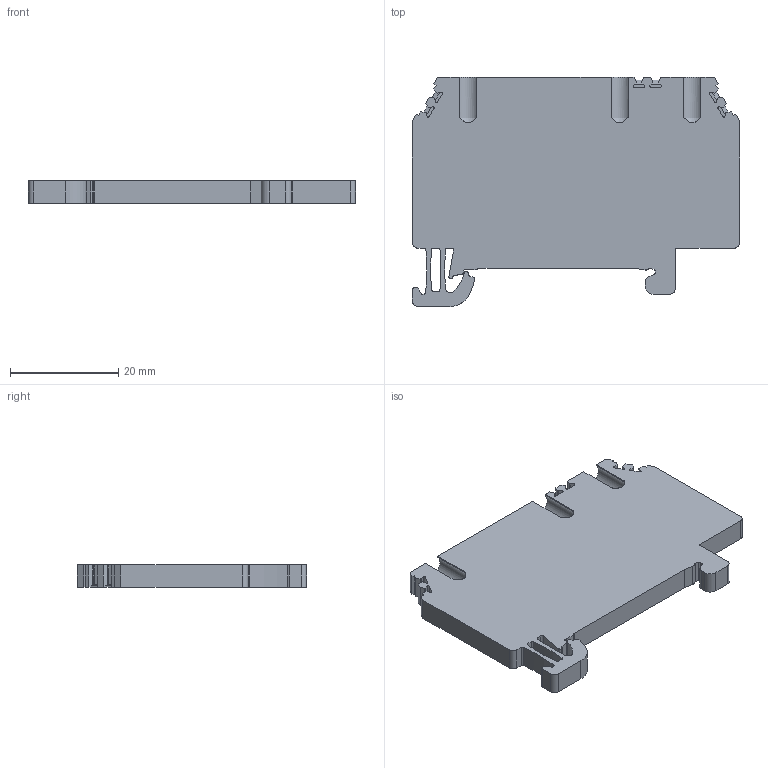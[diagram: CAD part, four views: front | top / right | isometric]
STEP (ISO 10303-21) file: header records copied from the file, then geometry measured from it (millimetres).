
FILE_DESCRIPTION(('FreeCAD Model'),'2;1');
FILE_NAME('3204_FSL_1,5_3A.stp','2018-09-05T10:30:52',('Author'),(''), 'Open CASCADE STEP processor 7.2','FreeCAD','Unknown');
FILE_SCHEMA(('AUTOMOTIVE_DESIGN { 1 0 10303 214 1 1 1 1 }'));
Length unit declared in the file: millimetre
Products named in the file (1): 3204_FSL_1,5_3A
Bounding box: 60.35 x 42.3 x 4.1 mm (x, y, z)
Volume: 7959.1 mm3; surface area: 5733.4 mm2
Topology: 1 solids, 1 shells, 410 faces, 1134 edges, 725 vertices
Faces by surface type: plane 233, cylinder 128, bspline 30, sphere 8, torus 8, cone 3
Entity records: 34196 total; most frequent: CARTESIAN_POINT 12301, DIRECTION 3938, LINE 2506, VECTOR 2506, ORIENTED_EDGE 2252, PCURVE 2252, DEFINITIONAL_REPRESENTATION 2252, EDGE_CURVE 1126
